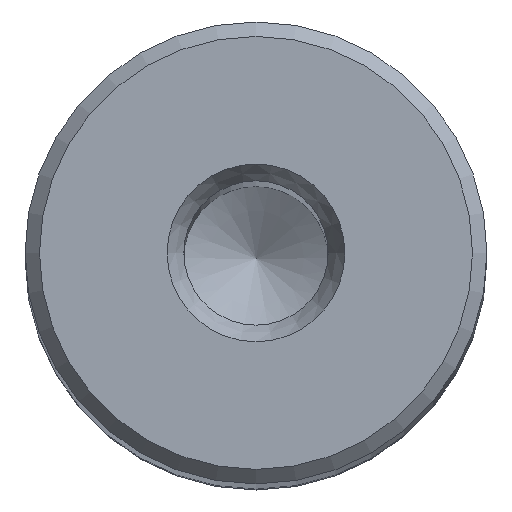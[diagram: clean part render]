
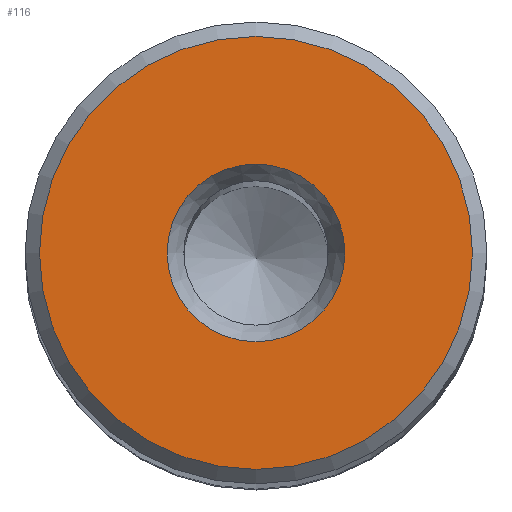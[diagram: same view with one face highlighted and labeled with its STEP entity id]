
A CAD part, top view. The second image highlights one B-rep face of the part: STEP entity #116.
In plain terms, the highlighted planar face has unit normal (0, 0, 1).
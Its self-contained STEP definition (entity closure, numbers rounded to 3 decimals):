
#41=PLANE('',#794);
#116=ADVANCED_FACE('',(#309,#310),#41,.T.);
#309=FACE_BOUND('',#423,.T.);
#310=FACE_BOUND('',#424,.T.);
#423=EDGE_LOOP('',(#537));
#424=EDGE_LOOP('',(#538));
#537=ORIENTED_EDGE('',*,*,#674,.T.);
#538=ORIENTED_EDGE('',*,*,#675,.T.);
#616=VERTEX_POINT('',#1396);
#617=VERTEX_POINT('',#1398);
#674=EDGE_CURVE('',#616,#616,#731,.T.);
#675=EDGE_CURVE('',#617,#617,#732,.T.);
#731=CIRCLE('',#792,6.155);
#732=CIRCLE('',#793,15.);
#792=AXIS2_PLACEMENT_3D('',#1395,#948,#949);
#793=AXIS2_PLACEMENT_3D('',#1397,#950,#951);
#794=AXIS2_PLACEMENT_3D('',#1399,#952,#953);
#948=DIRECTION('',(0.,0.,-1.));
#949=DIRECTION('',(-1.,0.,0.));
#950=DIRECTION('',(0.,0.,1.));
#951=DIRECTION('',(1.,0.,0.));
#952=DIRECTION('',(0.,0.,1.));
#953=DIRECTION('',(1.,0.,0.));
#1395=CARTESIAN_POINT('',(0.,0.,0.));
#1396=CARTESIAN_POINT('',(-6.155,0.,0.));
#1397=CARTESIAN_POINT('',(0.,0.,0.));
#1398=CARTESIAN_POINT('',(15.,0.,0.));
#1399=CARTESIAN_POINT('',(16.,0.,0.));
